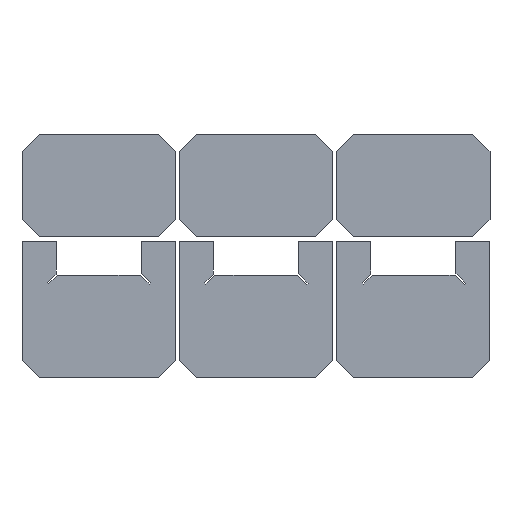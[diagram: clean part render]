
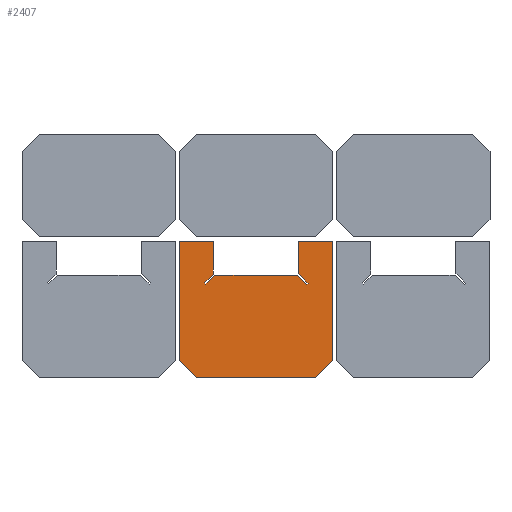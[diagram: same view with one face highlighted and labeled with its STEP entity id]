
A CAD part, top view. The second image highlights one B-rep face of the part: STEP entity #2407.
In plain terms, the highlighted planar face has unit normal (0, 0, 1).
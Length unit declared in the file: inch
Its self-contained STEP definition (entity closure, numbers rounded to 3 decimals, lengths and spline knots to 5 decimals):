
#107=FACE_OUTER_BOUND('',#239,.T.);
#239=EDGE_LOOP('',(#1909,#1910,#1911,#1912,#1913,#1914,#1915,#1916,#1917,
#1918,#1919,#1920,#1921,#1922,#1923,#1924));
#466=LINE('',#3574,#802);
#471=LINE('',#3583,#807);
#487=LINE('',#3616,#823);
#489=LINE('',#3620,#825);
#492=LINE('',#3625,#828);
#494=LINE('',#3629,#830);
#495=LINE('',#3631,#831);
#496=LINE('',#3634,#832);
#497=LINE('',#3636,#833);
#498=LINE('',#3638,#834);
#499=LINE('',#3640,#835);
#500=LINE('',#3642,#836);
#501=LINE('',#3644,#837);
#502=LINE('',#3646,#838);
#503=LINE('',#3648,#839);
#504=LINE('',#3649,#840);
#802=VECTOR('',#2925,0.3937);
#807=VECTOR('',#2932,0.3937);
#823=VECTOR('',#2952,0.3937);
#825=VECTOR('',#2956,0.3937);
#828=VECTOR('',#2961,0.3937);
#830=VECTOR('',#2965,0.3937);
#831=VECTOR('',#2968,0.3937);
#832=VECTOR('',#2971,0.3937);
#833=VECTOR('',#2972,0.3937);
#834=VECTOR('',#2973,0.3937);
#835=VECTOR('',#2974,0.3937);
#836=VECTOR('',#2975,0.3937);
#837=VECTOR('',#2976,0.3937);
#838=VECTOR('',#2977,0.3937);
#839=VECTOR('',#2978,0.3937);
#840=VECTOR('',#2979,0.3937);
#1081=VERTEX_POINT('',#3570);
#1083=VERTEX_POINT('',#3573);
#1086=VERTEX_POINT('',#3581);
#1100=VERTEX_POINT('',#3613);
#1101=VERTEX_POINT('',#3615);
#1102=VERTEX_POINT('',#3619);
#1103=VERTEX_POINT('',#3623);
#1104=VERTEX_POINT('',#3627);
#1105=VERTEX_POINT('',#3633);
#1106=VERTEX_POINT('',#3635);
#1107=VERTEX_POINT('',#3637);
#1108=VERTEX_POINT('',#3639);
#1109=VERTEX_POINT('',#3641);
#1110=VERTEX_POINT('',#3643);
#1111=VERTEX_POINT('',#3645);
#1112=VERTEX_POINT('',#3647);
#1362=EDGE_CURVE('',#1081,#1083,#466,.T.);
#1367=EDGE_CURVE('',#1081,#1086,#471,.T.);
#1383=EDGE_CURVE('',#1101,#1100,#487,.T.);
#1385=EDGE_CURVE('',#1102,#1083,#489,.T.);
#1388=EDGE_CURVE('',#1086,#1103,#492,.T.);
#1390=EDGE_CURVE('',#1100,#1104,#494,.T.);
#1391=EDGE_CURVE('',#1103,#1101,#495,.T.);
#1392=EDGE_CURVE('',#1105,#1104,#496,.T.);
#1393=EDGE_CURVE('',#1106,#1105,#497,.T.);
#1394=EDGE_CURVE('',#1106,#1107,#498,.T.);
#1395=EDGE_CURVE('',#1108,#1107,#499,.T.);
#1396=EDGE_CURVE('',#1108,#1109,#500,.T.);
#1397=EDGE_CURVE('',#1110,#1109,#501,.T.);
#1398=EDGE_CURVE('',#1110,#1111,#502,.T.);
#1399=EDGE_CURVE('',#1112,#1111,#503,.T.);
#1400=EDGE_CURVE('',#1112,#1102,#504,.T.);
#1909=ORIENTED_EDGE('',*,*,#1367,.T.);
#1910=ORIENTED_EDGE('',*,*,#1388,.T.);
#1911=ORIENTED_EDGE('',*,*,#1391,.T.);
#1912=ORIENTED_EDGE('',*,*,#1383,.T.);
#1913=ORIENTED_EDGE('',*,*,#1390,.T.);
#1914=ORIENTED_EDGE('',*,*,#1392,.F.);
#1915=ORIENTED_EDGE('',*,*,#1393,.F.);
#1916=ORIENTED_EDGE('',*,*,#1394,.T.);
#1917=ORIENTED_EDGE('',*,*,#1395,.F.);
#1918=ORIENTED_EDGE('',*,*,#1396,.T.);
#1919=ORIENTED_EDGE('',*,*,#1397,.F.);
#1920=ORIENTED_EDGE('',*,*,#1398,.T.);
#1921=ORIENTED_EDGE('',*,*,#1399,.F.);
#1922=ORIENTED_EDGE('',*,*,#1400,.T.);
#1923=ORIENTED_EDGE('',*,*,#1385,.T.);
#1924=ORIENTED_EDGE('',*,*,#1362,.F.);
#2275=PLANE('',#2562);
#2407=ADVANCED_FACE('',(#107),#2275,.T.);
#2562=AXIS2_PLACEMENT_3D('',#3632,#2969,#2970);
#2925=DIRECTION('',(0.707,0.707,0.));
#2932=DIRECTION('',(-0.707,0.707,0.));
#2952=DIRECTION('',(-0.707,0.707,0.));
#2956=DIRECTION('',(0.707,-0.707,0.));
#2961=DIRECTION('',(-1.,0.,0.));
#2965=DIRECTION('',(0.707,0.707,0.));
#2968=DIRECTION('',(-0.707,-0.707,0.));
#2969=DIRECTION('center_axis',(0.,0.,1.));
#2970=DIRECTION('ref_axis',(0.,-1.,0.));
#2971=DIRECTION('',(0.,-1.,0.));
#2972=DIRECTION('',(1.,0.,0.));
#2973=DIRECTION('',(0.,-1.,0.));
#2974=DIRECTION('',(-0.707,0.707,0.));
#2975=DIRECTION('',(1.,0.,0.));
#2976=DIRECTION('',(-0.707,-0.707,0.));
#2977=DIRECTION('',(0.,1.,0.));
#2978=DIRECTION('',(1.,0.,0.));
#2979=DIRECTION('',(0.,-1.,0.));
#3570=CARTESIAN_POINT('',(14.23589,2.96055,0.1));
#3573=CARTESIAN_POINT('',(14.3066,3.03126,0.1));
#3574=CARTESIAN_POINT('',(12.89196,1.61662,0.1));
#3581=CARTESIAN_POINT('',(13.69645,3.5,0.1));
#3583=CARTESIAN_POINT('',(13.88536,3.31109,0.1));
#3613=CARTESIAN_POINT('',(8.23845,3.04957,0.1));
#3615=CARTESIAN_POINT('',(8.30916,2.97886,0.1));
#3616=CARTESIAN_POINT('',(9.64641,1.64161,0.1));
#3619=CARTESIAN_POINT('',(13.75,3.58787,0.1));
#3620=CARTESIAN_POINT('',(13.95607,3.3818,0.1));
#3623=CARTESIAN_POINT('',(8.83029,3.5,0.1));
#3625=CARTESIAN_POINT('',(11.25,3.5,0.1));
#3627=CARTESIAN_POINT('',(8.75,3.56113,0.1));
#3629=CARTESIAN_POINT('',(8.56855,3.37968,0.1));
#3631=CARTESIAN_POINT('',(8.63926,3.30896,0.1));
#3632=CARTESIAN_POINT('Origin',(11.25,0.5,0.1));
#3633=CARTESIAN_POINT('',(8.75,5.5,0.1));
#3634=CARTESIAN_POINT('',(8.75,4.5,0.1));
#3635=CARTESIAN_POINT('',(6.75,5.5,0.1));
#3636=CARTESIAN_POINT('',(7.75,5.5,0.1));
#3637=CARTESIAN_POINT('',(6.75,-1.5,0.1));
#3638=CARTESIAN_POINT('',(6.75,0.5,0.1));
#3639=CARTESIAN_POINT('',(7.75,-2.5,0.1));
#3640=CARTESIAN_POINT('',(7.625,-2.375,0.1));
#3641=CARTESIAN_POINT('',(14.75,-2.5,0.1));
#3642=CARTESIAN_POINT('',(14.75,-2.5,0.1));
#3643=CARTESIAN_POINT('',(15.75,-1.5,0.1));
#3644=CARTESIAN_POINT('',(14.875,-2.375,0.1));
#3645=CARTESIAN_POINT('',(15.75,5.5,0.1));
#3646=CARTESIAN_POINT('',(15.75,0.5,0.1));
#3647=CARTESIAN_POINT('',(13.75,5.5,0.1));
#3648=CARTESIAN_POINT('',(14.75,5.5,0.1));
#3649=CARTESIAN_POINT('',(13.75,4.5,0.1));
